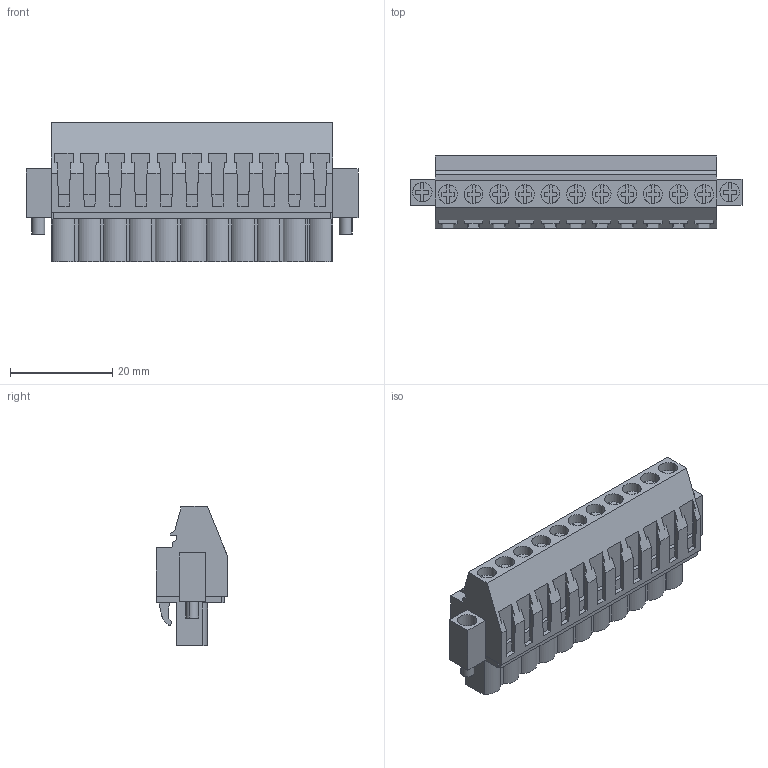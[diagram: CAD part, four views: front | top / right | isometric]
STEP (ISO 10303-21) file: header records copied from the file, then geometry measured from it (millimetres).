
FILE_DESCRIPTION(('CATIA V5 STEP Exchange','CAx-IF Rec.Pracs.--- Model Styling and Organization---1.2---2011-12-15'),'2;1');
FILE_NAME ('D1460485_0_1959390000_1959390000.stp','2017-09-20T14:58:53+00:00',('none'),('Weidmueller'),'CATIA Version 5-6 Release 2014','CATIA V5 STEP AP214','none');
FILE_SCHEMA(('AUTOMOTIVE_DESIGN { 1 0 10303 214 1 1 1 1 }'));
Length unit declared in the file: millimetre
Products named in the file (1): 1959390000
Bounding box: 64.8 x 14.05 x 27.2 mm (x, y, z)
Volume: 12934.8 mm3; surface area: 8128 mm2
Topology: 14 solids, 14 shells, 778 faces, 2133 edges, 1434 vertices
Faces by surface type: plane 651, cylinder 117, extrusion 10
Entity records: 22807 total; most frequent: ORIENTED_EDGE 4266, CARTESIAN_POINT 4227, DIRECTION 3039, EDGE_CURVE 2133, VECTOR 1825, LINE 1815, VERTEX_POINT 1434, EDGE_LOOP 834
